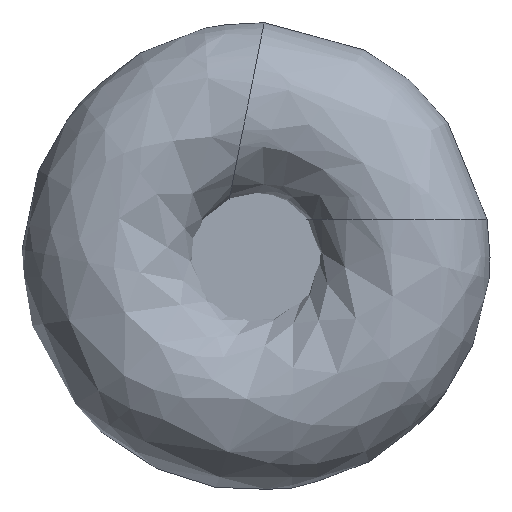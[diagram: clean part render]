
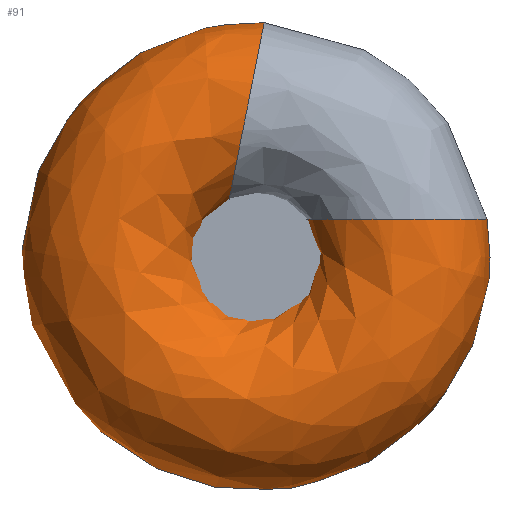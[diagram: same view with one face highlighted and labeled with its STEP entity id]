
A CAD part, left-side view. The second image highlights one B-rep face of the part: STEP entity #91.
In plain terms, the highlighted free-form (B-spline) face has degree [3, 3] with [7, 7] control points.
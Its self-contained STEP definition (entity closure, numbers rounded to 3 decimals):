
#32=(
BOUNDED_SURFACE()
B_SPLINE_SURFACE(3,3,((#500,#501,#502,#503,#504,#505,#506),(#507,#508,#509,
#510,#511,#512,#513),(#514,#515,#516,#517,#518,#519,#520),(#521,#522,#523,
#524,#525,#526,#527),(#528,#529,#530,#531,#532,#533,#534),(#535,#536,#537,
#538,#539,#540,#541),(#542,#543,#544,#545,#546,#547,#548)),
 .UNSPECIFIED.,.T.,.F.,.F.)
B_SPLINE_SURFACE_WITH_KNOTS((1,3,3,3,1),(4,3,4),(-0.5,0.,0.5,1.,1.5),(0.,
0.5,1.),.UNSPECIFIED.)
GEOMETRIC_REPRESENTATION_ITEM()
RATIONAL_B_SPLINE_SURFACE(((1.,0.558,0.558,1.,0.558,
0.558,1.),(0.333,0.186,0.186,
0.333,0.186,0.186,0.333),
(0.333,0.186,0.186,0.333,
0.186,0.186,0.333),(1.,0.558,
0.558,1.,0.558,0.558,1.),(0.333,
0.186,0.186,0.333,0.186,
0.186,0.333),(0.333,0.186,
0.186,0.333,0.186,0.186,
0.333),(1.,0.558,0.558,1.,0.558,
0.558,1.)))
REPRESENTATION_ITEM('')
SURFACE()
);
#91=ADVANCED_FACE('',(#128,#129),#32,.F.);
#128=FACE_BOUND('',#166,.T.);
#129=FACE_BOUND('',#167,.T.);
#166=EDGE_LOOP('',(#204));
#167=EDGE_LOOP('',(#205));
#204=ORIENTED_EDGE('',*,*,#244,.F.);
#205=ORIENTED_EDGE('',*,*,#245,.F.);
#225=VERTEX_POINT('',#497);
#226=VERTEX_POINT('',#499);
#244=EDGE_CURVE('',#225,#225,#263,.T.);
#245=EDGE_CURVE('',#226,#226,#264,.T.);
#263=CIRCLE('',#300,5.);
#264=CIRCLE('',#301,5.);
#300=AXIS2_PLACEMENT_3D('',#496,#373,#374);
#301=AXIS2_PLACEMENT_3D('',#498,#375,#376);
#373=DIRECTION('',(0.,-0.981,-0.194));
#374=DIRECTION('',(1.,0.,0.));
#375=DIRECTION('',(0.,0.,1.));
#376=DIRECTION('',(1.,0.,0.));
#496=CARTESIAN_POINT('',(5.,0.537,7.587));
#497=CARTESIAN_POINT('',(10.,0.537,7.587));
#498=CARTESIAN_POINT('',(5.,-7.339,2.));
#499=CARTESIAN_POINT('',(10.,-7.339,2.));
#500=CARTESIAN_POINT('',(10.,-7.339,2.));
#501=CARTESIAN_POINT('',(10.,-9.588,-6.253));
#502=CARTESIAN_POINT('',(10.,-2.576,-11.153));
#503=CARTESIAN_POINT('',(10.,4.401,-6.204));
#504=CARTESIAN_POINT('',(10.,11.378,-1.254));
#505=CARTESIAN_POINT('',(10.,9.07,6.983));
#506=CARTESIAN_POINT('',(10.,0.537,7.587));
#507=CARTESIAN_POINT('',(10.,2.661,2.));
#508=CARTESIAN_POINT('',(10.,0.412,4.993));
#509=CARTESIAN_POINT('',(10.,-3.164,3.884));
#510=CARTESIAN_POINT('',(10.,-3.326,0.144));
#511=CARTESIAN_POINT('',(10.,-3.488,-3.597));
#512=CARTESIAN_POINT('',(10.,-0.021,-5.01));
#513=CARTESIAN_POINT('',(10.,2.479,-2.222));
#514=CARTESIAN_POINT('',(0.,2.661,2.));
#515=CARTESIAN_POINT('',(0.,0.412,4.993));
#516=CARTESIAN_POINT('',(0.,-3.164,3.884));
#517=CARTESIAN_POINT('',(0.,-3.326,0.144));
#518=CARTESIAN_POINT('',(0.,-3.488,-3.597));
#519=CARTESIAN_POINT('',(0.,-0.021,-5.01));
#520=CARTESIAN_POINT('',(0.,2.479,-2.222));
#521=CARTESIAN_POINT('',(0.,-7.339,2.));
#522=CARTESIAN_POINT('',(0.,-9.588,-6.253));
#523=CARTESIAN_POINT('',(0.,-2.576,-11.153));
#524=CARTESIAN_POINT('',(0.,4.401,-6.204));
#525=CARTESIAN_POINT('',(0.,11.378,-1.254));
#526=CARTESIAN_POINT('',(0.,9.07,6.983));
#527=CARTESIAN_POINT('',(0.,0.537,7.587));
#528=CARTESIAN_POINT('',(0.,-17.339,2.));
#529=CARTESIAN_POINT('',(0.,-19.588,-17.5));
#530=CARTESIAN_POINT('',(0.,-1.988,-26.191));
#531=CARTESIAN_POINT('',(0.,12.128,-12.551));
#532=CARTESIAN_POINT('',(0.,26.244,1.089));
#533=CARTESIAN_POINT('',(0.,18.161,18.977));
#534=CARTESIAN_POINT('',(0.,-1.405,17.397));
#535=CARTESIAN_POINT('',(10.,-17.339,2.));
#536=CARTESIAN_POINT('',(10.,-19.588,-17.5));
#537=CARTESIAN_POINT('',(10.,-1.988,-26.191));
#538=CARTESIAN_POINT('',(10.,12.128,-12.551));
#539=CARTESIAN_POINT('',(10.,26.244,1.089));
#540=CARTESIAN_POINT('',(10.,18.161,18.977));
#541=CARTESIAN_POINT('',(10.,-1.405,17.397));
#542=CARTESIAN_POINT('',(10.,-7.339,2.));
#543=CARTESIAN_POINT('',(10.,-9.588,-6.253));
#544=CARTESIAN_POINT('',(10.,-2.576,-11.153));
#545=CARTESIAN_POINT('',(10.,4.401,-6.204));
#546=CARTESIAN_POINT('',(10.,11.378,-1.254));
#547=CARTESIAN_POINT('',(10.,9.07,6.983));
#548=CARTESIAN_POINT('',(10.,0.537,7.587));
